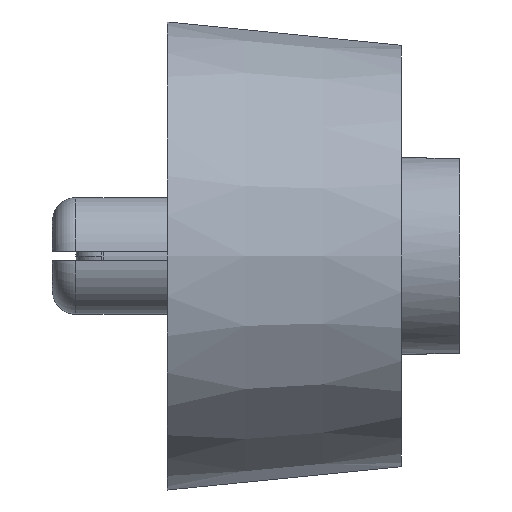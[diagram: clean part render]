
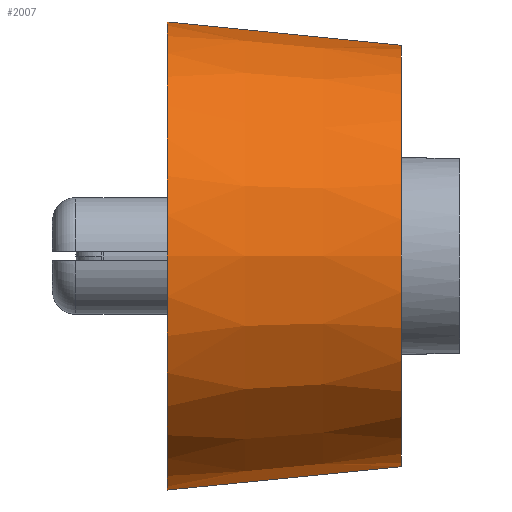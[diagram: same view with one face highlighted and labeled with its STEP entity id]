
A CAD part, left-side view. The second image highlights one B-rep face of the part: STEP entity #2007.
In plain terms, the highlighted conical face has half-angle 5.711 degrees and reference radius 9 mm.
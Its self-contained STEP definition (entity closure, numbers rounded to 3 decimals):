
#178 = AXIS2_PLACEMENT_3D ( 'NONE', #2933, #252, #1415 ) ;
#252 = DIRECTION ( 'NONE',  ( 0., 1., 0. ) ) ;
#256 = DIRECTION ( 'NONE',  ( 0., 0.995, 0.1 ) ) ;
#684 = CIRCLE ( 'NONE', #1716, 10. ) ;
#697 = EDGE_LOOP ( 'NONE', ( #2377, #1737, #1919, #2106 ) ) ;
#727 = CARTESIAN_POINT ( 'NONE',  ( 0., 0., 10. ) ) ;
#736 = EDGE_CURVE ( 'NONE', #1646, #2207, #684, .T. ) ;
#771 = VECTOR ( 'NONE', #256, 1000. ) ;
#778 = FACE_OUTER_BOUND ( 'NONE', #697, .T. ) ;
#866 = VERTEX_POINT ( 'NONE', #1445 ) ;
#880 = EDGE_CURVE ( 'NONE', #1925, #1646, #3053, .T. ) ;
#916 = CARTESIAN_POINT ( 'NONE',  ( 0., -10., 0. ) ) ;
#925 = CARTESIAN_POINT ( 'NONE',  ( 0., -10., -9. ) ) ;
#1237 = DIRECTION ( 'NONE',  ( 0., 0.995, -0.1 ) ) ;
#1327 = CARTESIAN_POINT ( 'NONE',  ( 0., 0., -10. ) ) ;
#1345 = CARTESIAN_POINT ( 'NONE',  ( 0., 0., 0. ) ) ;
#1376 = DIRECTION ( 'NONE',  ( 0., 1., 0. ) ) ;
#1415 = DIRECTION ( 'NONE',  ( 0., 0., 1. ) ) ;
#1445 = CARTESIAN_POINT ( 'NONE',  ( 0., -10., 9. ) ) ;
#1531 = DIRECTION ( 'NONE',  ( 0., 1., 0. ) ) ;
#1533 = LINE ( 'NONE', #2261, #771 ) ;
#1646 = VERTEX_POINT ( 'NONE', #1327 ) ;
#1716 = AXIS2_PLACEMENT_3D ( 'NONE', #1345, #1376, #3727 ) ;
#1737 = ORIENTED_EDGE ( 'NONE', *, *, #3212, .T. ) ;
#1919 = ORIENTED_EDGE ( 'NONE', *, *, #2855, .T. ) ;
#1925 = VERTEX_POINT ( 'NONE', #925 ) ;
#2007 = ADVANCED_FACE ( 'NONE', ( #778 ), #2423, .T. ) ;
#2105 = CARTESIAN_POINT ( 'NONE',  ( 0., -10., -9. ) ) ;
#2106 = ORIENTED_EDGE ( 'NONE', *, *, #736, .F. ) ;
#2207 = VERTEX_POINT ( 'NONE', #727 ) ;
#2261 = CARTESIAN_POINT ( 'NONE',  ( 0., -10., 9. ) ) ;
#2377 = ORIENTED_EDGE ( 'NONE', *, *, #880, .F. ) ;
#2423 = CONICAL_SURFACE ( 'NONE', #178, 9., 0.1 ) ;
#2855 = EDGE_CURVE ( 'NONE', #866, #2207, #1533, .T. ) ;
#2933 = CARTESIAN_POINT ( 'NONE',  ( 0., -10., 0. ) ) ;
#3004 = VECTOR ( 'NONE', #1237, 1000. ) ;
#3053 = LINE ( 'NONE', #2105, #3004 ) ;
#3101 = CIRCLE ( 'NONE', #3845, 9. ) ;
#3212 = EDGE_CURVE ( 'NONE', #1925, #866, #3101, .T. ) ;
#3617 = DIRECTION ( 'NONE',  ( 0., 0., 1. ) ) ;
#3727 = DIRECTION ( 'NONE',  ( 0., 0., 1. ) ) ;
#3845 = AXIS2_PLACEMENT_3D ( 'NONE', #916, #1531, #3617 ) ;
